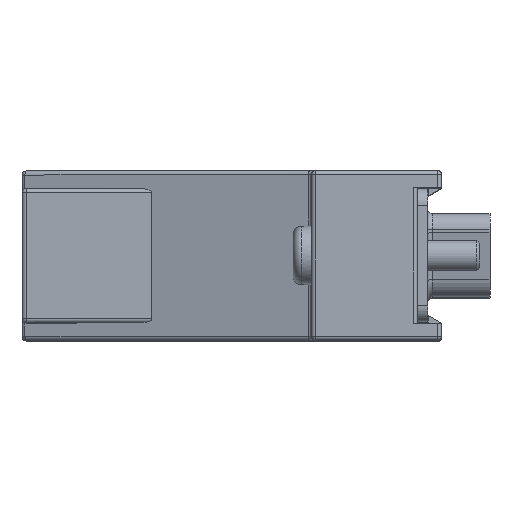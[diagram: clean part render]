
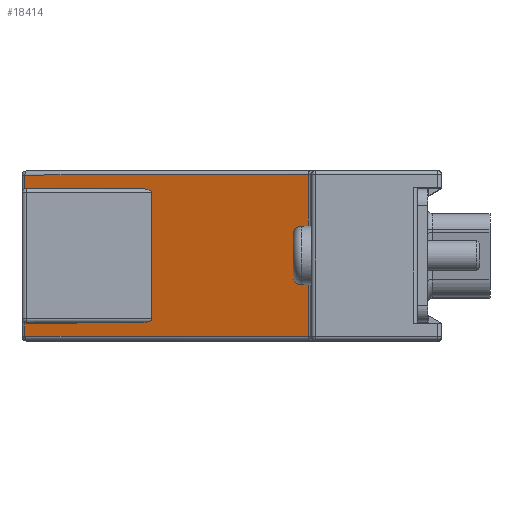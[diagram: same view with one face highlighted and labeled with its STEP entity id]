
A CAD part, top view. The second image highlights one B-rep face of the part: STEP entity #18414.
In plain terms, the highlighted planar face has unit normal (-0.27, 0, 0.963).
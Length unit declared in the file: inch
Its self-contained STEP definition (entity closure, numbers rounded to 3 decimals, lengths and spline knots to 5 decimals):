
#14316 = DIRECTION ( 'NONE',  ( 0., -1., 0. ) ) ;
#14317 = VECTOR ( 'NONE', #14316, 39.37008 ) ;
#14318 = CARTESIAN_POINT ( 'NONE',  ( -1.30654, 0.315, 0.54207 ) ) ;
#14319 = LINE ( 'NONE', #14318, #14317 ) ;
#14326 = CARTESIAN_POINT ( 'NONE',  ( -1.30654, -0.3, 0.54207 ) ) ;
#14330 = CARTESIAN_POINT ( 'NONE',  ( -1.30654, -0.24944, 0.54207 ) ) ;
#14331 = CARTESIAN_POINT ( 'NONE',  ( -1.30523, -0.24981, 0.54244 ) ) ;
#14341 = CARTESIAN_POINT ( 'NONE',  ( -1.30387, -0.25, 0.54282 ) ) ;
#14342 = CARTESIAN_POINT ( 'NONE',  ( -1.3025, -0.25, 0.5432 ) ) ;
#14343 = CARTESIAN_POINT ( 'NONE',  ( -1.3025, 0.25, 0.5432 ) ) ;
#14383 =( BOUNDED_CURVE ( )  B_SPLINE_CURVE ( 3, ( #14342, #14341, #14331, #14330 ),
 .UNSPECIFIED., .F., .T. ) 
 B_SPLINE_CURVE_WITH_KNOTS ( ( 4, 4 ),
 ( 4.71239, 4.9854 ),
 .UNSPECIFIED. ) 
 CURVE ( )  GEOMETRIC_REPRESENTATION_ITEM ( )  RATIONAL_B_SPLINE_CURVE ( ( 1., 0.994, 0.994, 1. ) ) 
 REPRESENTATION_ITEM ( '' )  );
#14417 = CARTESIAN_POINT ( 'NONE',  ( -1.3025, 0.25, 0.5432 ) ) ;
#14418 = CARTESIAN_POINT ( 'NONE',  ( -1.30387, 0.25, 0.54282 ) ) ;
#14419 = CARTESIAN_POINT ( 'NONE',  ( -1.30523, 0.24981, 0.54244 ) ) ;
#14420 = CARTESIAN_POINT ( 'NONE',  ( -1.30654, 0.24944, 0.54207 ) ) ;
#14422 =( BOUNDED_CURVE ( )  B_SPLINE_CURVE ( 3, ( #14420, #14419, #14418, #14417 ),
 .UNSPECIFIED., .F., .T. ) 
 B_SPLINE_CURVE_WITH_KNOTS ( ( 4, 4 ),
 ( 4.43938, 4.71239 ),
 .UNSPECIFIED. ) 
 CURVE ( )  GEOMETRIC_REPRESENTATION_ITEM ( )  RATIONAL_B_SPLINE_CURVE ( ( 1., 0.994, 0.994, 1. ) ) 
 REPRESENTATION_ITEM ( '' )  );
#14423 = CARTESIAN_POINT ( 'NONE',  ( -1.30654, 0.24944, 0.54207 ) ) ;
#14424 = DIRECTION ( 'NONE',  ( 0., -1., 0. ) ) ;
#14425 = VECTOR ( 'NONE', #14424, 39.37008 ) ;
#14426 = CARTESIAN_POINT ( 'NONE',  ( -1.30654, 0.315, 0.54207 ) ) ;
#14427 = LINE ( 'NONE', #14426, #14425 ) ;
#14428 = CARTESIAN_POINT ( 'NONE',  ( -1.30654, 0.3, 0.54207 ) ) ;
#14429 = DIRECTION ( 'NONE',  ( -0.963, 0., -0.27 ) ) ;
#14430 = VECTOR ( 'NONE', #14429, 39.37008 ) ;
#14431 = CARTESIAN_POINT ( 'NONE',  ( -1.3175, 0.3, 0.539 ) ) ;
#14432 = LINE ( 'NONE', #14431, #14430 ) ;
#14460 = CARTESIAN_POINT ( 'NONE',  ( -0.25346, 0.3, 0.83693 ) ) ;
#14461 = DIRECTION ( 'NONE',  ( 0., 1., 0. ) ) ;
#14462 = VECTOR ( 'NONE', #14461, 39.37008 ) ;
#14463 = CARTESIAN_POINT ( 'NONE',  ( -0.25346, 0.315, 0.83693 ) ) ;
#14464 = LINE ( 'NONE', #14463, #14462 ) ;
#14465 = CARTESIAN_POINT ( 'NONE',  ( -0.25346, -0.3, 0.83693 ) ) ;
#14466 = DIRECTION ( 'NONE',  ( 0.963, 0., 0.27 ) ) ;
#14467 = VECTOR ( 'NONE', #14466, 39.37008 ) ;
#14468 = CARTESIAN_POINT ( 'NONE',  ( -1.3175, -0.3, 0.539 ) ) ;
#14469 = LINE ( 'NONE', #14468, #14467 ) ;
#14491 = CARTESIAN_POINT ( 'NONE',  ( -0.88893, -0.25, 0.659 ) ) ;
#14492 = CARTESIAN_POINT ( 'NONE',  ( -1.30654, -0.24944, 0.54207 ) ) ;
#14493 = CARTESIAN_POINT ( 'NONE',  ( -1.3025, -0.25, 0.5432 ) ) ;
#14494 = DIRECTION ( 'NONE',  ( -0.963, 0., -0.27 ) ) ;
#14495 = VECTOR ( 'NONE', #14494, 39.37008 ) ;
#14496 = CARTESIAN_POINT ( 'NONE',  ( -1.3175, -0.25, 0.539 ) ) ;
#14497 = DIRECTION ( 'NONE',  ( -0.963, 0., -0.27 ) ) ;
#14498 = DIRECTION ( 'NONE',  ( 0.27, 0., -0.963 ) ) ;
#14499 = CARTESIAN_POINT ( 'NONE',  ( -1.3175, 0.315, 0.539 ) ) ;
#14500 = AXIS2_PLACEMENT_3D ( 'NONE', #14499, #14498, #14497 ) ;
#14501 = PLANE ( 'NONE',  #14500 ) ;
#14502 = LINE ( 'NONE', #14496, #14495 ) ;
#14503 = FACE_OUTER_BOUND ( 'NONE', #18415, .T. ) ;
#14542 = CARTESIAN_POINT ( 'NONE',  ( -0.83536, 0.235, 0.674 ) ) ;
#14543 = CARTESIAN_POINT ( 'NONE',  ( -0.88893, 0.25, 0.659 ) ) ;
#14548 = CARTESIAN_POINT ( 'NONE',  ( -0.83536, -0.235, 0.674 ) ) ;
#14549 = DIRECTION ( 'NONE',  ( 0., -1., 0. ) ) ;
#14550 = VECTOR ( 'NONE', #14549, 39.37008 ) ;
#14551 = CARTESIAN_POINT ( 'NONE',  ( -0.83536, 0.315, 0.674 ) ) ;
#14552 = LINE ( 'NONE', #14551, #14550 ) ;
#14563 =( BOUNDED_CURVE ( )  B_SPLINE_CURVE ( 3, ( #14571, #14570, #14569, #14568 ),
 .UNSPECIFIED., .F., .F. ) 
 B_SPLINE_CURVE_WITH_KNOTS ( ( 4, 4 ),
 ( 3.14159, 4.71239 ),
 .UNSPECIFIED. ) 
 CURVE ( )  GEOMETRIC_REPRESENTATION_ITEM ( )  RATIONAL_B_SPLINE_CURVE ( ( 1., 0.805, 0.805, 1. ) ) 
 REPRESENTATION_ITEM ( '' )  );
#14568 = CARTESIAN_POINT ( 'NONE',  ( -0.88893, -0.25, 0.659 ) ) ;
#14569 = CARTESIAN_POINT ( 'NONE',  ( -0.85755, -0.25, 0.66779 ) ) ;
#14570 = CARTESIAN_POINT ( 'NONE',  ( -0.83536, -0.24379, 0.674 ) ) ;
#14571 = CARTESIAN_POINT ( 'NONE',  ( -0.83536, -0.235, 0.674 ) ) ;
#14582 = CARTESIAN_POINT ( 'NONE',  ( -0.83536, 0.24379, 0.674 ) ) ;
#14583 = CARTESIAN_POINT ( 'NONE',  ( -0.85755, 0.25, 0.66779 ) ) ;
#14584 = CARTESIAN_POINT ( 'NONE',  ( -0.88893, 0.25, 0.659 ) ) ;
#14606 = CARTESIAN_POINT ( 'NONE',  ( -0.83536, 0.235, 0.674 ) ) ;
#14621 = DIRECTION ( 'NONE',  ( 0.963, 0., 0.27 ) ) ;
#14622 = VECTOR ( 'NONE', #14621, 39.37008 ) ;
#14623 = CARTESIAN_POINT ( 'NONE',  ( -1.3175, 0.25, 0.539 ) ) ;
#14624 = LINE ( 'NONE', #14623, #14622 ) ;
#14636 =( BOUNDED_CURVE ( )  B_SPLINE_CURVE ( 3, ( #14584, #14583, #14582, #14606 ),
 .UNSPECIFIED., .F., .T. ) 
 B_SPLINE_CURVE_WITH_KNOTS ( ( 4, 4 ),
 ( 1.5708, 3.14159 ),
 .UNSPECIFIED. ) 
 CURVE ( )  GEOMETRIC_REPRESENTATION_ITEM ( )  RATIONAL_B_SPLINE_CURVE ( ( 1., 0.805, 0.805, 1. ) ) 
 REPRESENTATION_ITEM ( '' )  );
#18327 = VERTEX_POINT ( 'NONE', #14343 ) ;
#18328 = ORIENTED_EDGE ( 'NONE', *, *, #18456, .T. ) ;
#18329 = ORIENTED_EDGE ( 'NONE', *, *, #18330, .T. ) ;
#18330 = EDGE_CURVE ( 'NONE', #18419, #18420, #14383, .T. ) ;
#18331 = ORIENTED_EDGE ( 'NONE', *, *, #18332, .T. ) ;
#18332 = EDGE_CURVE ( 'NONE', #18420, #18333, #14319, .T. ) ;
#18333 = VERTEX_POINT ( 'NONE', #14326 ) ;
#18334 = ORIENTED_EDGE ( 'NONE', *, *, #18421, .T. ) ;
#18414 = ADVANCED_FACE ( 'NONE', ( #14503 ), #14501, .F. ) ;
#18415 = EDGE_LOOP ( 'NONE', ( #18416, #18329, #18331, #18334, #18423, #18426, #18429, #18432, #18328, #18458, #18461, #18464 ) ) ;
#18416 = ORIENTED_EDGE ( 'NONE', *, *, #18417, .T. ) ;
#18417 = EDGE_CURVE ( 'NONE', #18418, #18419, #14502, .T. ) ;
#18418 = VERTEX_POINT ( 'NONE', #14491 ) ;
#18419 = VERTEX_POINT ( 'NONE', #14493 ) ;
#18420 = VERTEX_POINT ( 'NONE', #14492 ) ;
#18421 = EDGE_CURVE ( 'NONE', #18333, #18422, #14469, .T. ) ;
#18422 = VERTEX_POINT ( 'NONE', #14465 ) ;
#18423 = ORIENTED_EDGE ( 'NONE', *, *, #18424, .T. ) ;
#18424 = EDGE_CURVE ( 'NONE', #18422, #18425, #14464, .T. ) ;
#18425 = VERTEX_POINT ( 'NONE', #14460 ) ;
#18426 = ORIENTED_EDGE ( 'NONE', *, *, #18427, .T. ) ;
#18427 = EDGE_CURVE ( 'NONE', #18425, #18428, #14432, .T. ) ;
#18428 = VERTEX_POINT ( 'NONE', #14428 ) ;
#18429 = ORIENTED_EDGE ( 'NONE', *, *, #18430, .T. ) ;
#18430 = EDGE_CURVE ( 'NONE', #18428, #18431, #14427, .T. ) ;
#18431 = VERTEX_POINT ( 'NONE', #14423 ) ;
#18432 = ORIENTED_EDGE ( 'NONE', *, *, #18433, .T. ) ;
#18433 = EDGE_CURVE ( 'NONE', #18431, #18327, #14422, .T. ) ;
#18456 = EDGE_CURVE ( 'NONE', #18327, #18457, #14624, .T. ) ;
#18457 = VERTEX_POINT ( 'NONE', #14543 ) ;
#18458 = ORIENTED_EDGE ( 'NONE', *, *, #18459, .T. ) ;
#18459 = EDGE_CURVE ( 'NONE', #18457, #18460, #14636, .T. ) ;
#18460 = VERTEX_POINT ( 'NONE', #14542 ) ;
#18461 = ORIENTED_EDGE ( 'NONE', *, *, #18462, .T. ) ;
#18462 = EDGE_CURVE ( 'NONE', #18460, #18463, #14552, .T. ) ;
#18463 = VERTEX_POINT ( 'NONE', #14548 ) ;
#18464 = ORIENTED_EDGE ( 'NONE', *, *, #18465, .T. ) ;
#18465 = EDGE_CURVE ( 'NONE', #18463, #18418, #14563, .T. ) ;
